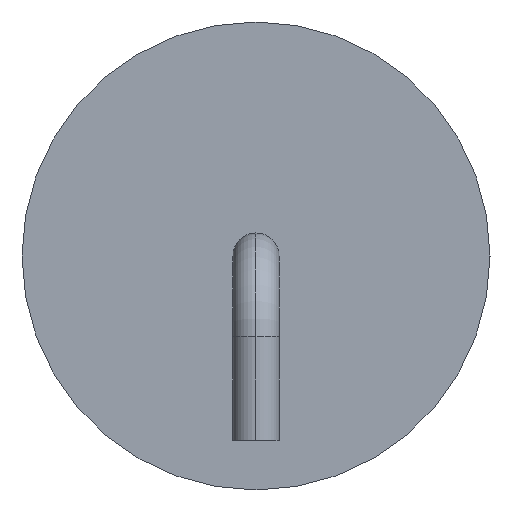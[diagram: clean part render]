
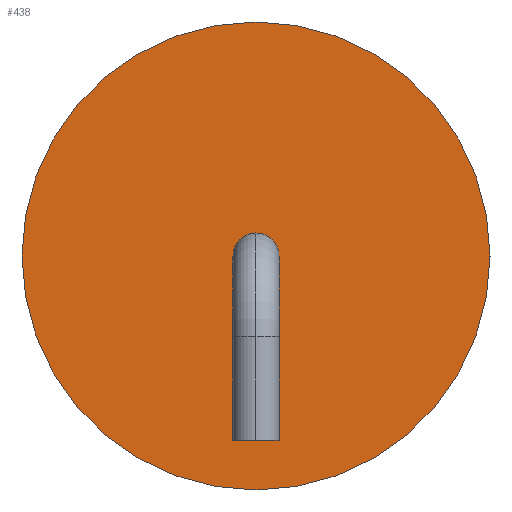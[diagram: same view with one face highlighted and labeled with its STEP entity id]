
A CAD part, front view. The second image highlights one B-rep face of the part: STEP entity #438.
In plain terms, the highlighted planar face has unit normal (0, -1, 0).
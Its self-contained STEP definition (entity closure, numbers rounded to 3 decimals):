
#401 = EDGE_CURVE('',#402,#402,#404,.T.);
#402 = VERTEX_POINT('',#403);
#403 = CARTESIAN_POINT('',(0.006,-24.13,
    0.));
#404 = CIRCLE('',#405,5.156);
#405 = AXIS2_PLACEMENT_3D('',#406,#407,#408);
#406 = CARTESIAN_POINT('',(0.006,-24.13,5.156));
#407 = DIRECTION('',(0.,-1.,0.));
#408 = DIRECTION('',(0.,0.,1.));
#438 = ADVANCED_FACE('',(#439),#442,.T.);
#439 = FACE_BOUND('',#440,.T.);
#440 = EDGE_LOOP('',(#441));
#441 = ORIENTED_EDGE('',*,*,#401,.T.);
#442 = PLANE('',#443);
#443 = AXIS2_PLACEMENT_3D('',#444,#445,#446);
#444 = CARTESIAN_POINT('',(0.006,-24.13,5.156));
#445 = DIRECTION('',(0.,-1.,0.));
#446 = DIRECTION('',(-1.,0.,0.));
